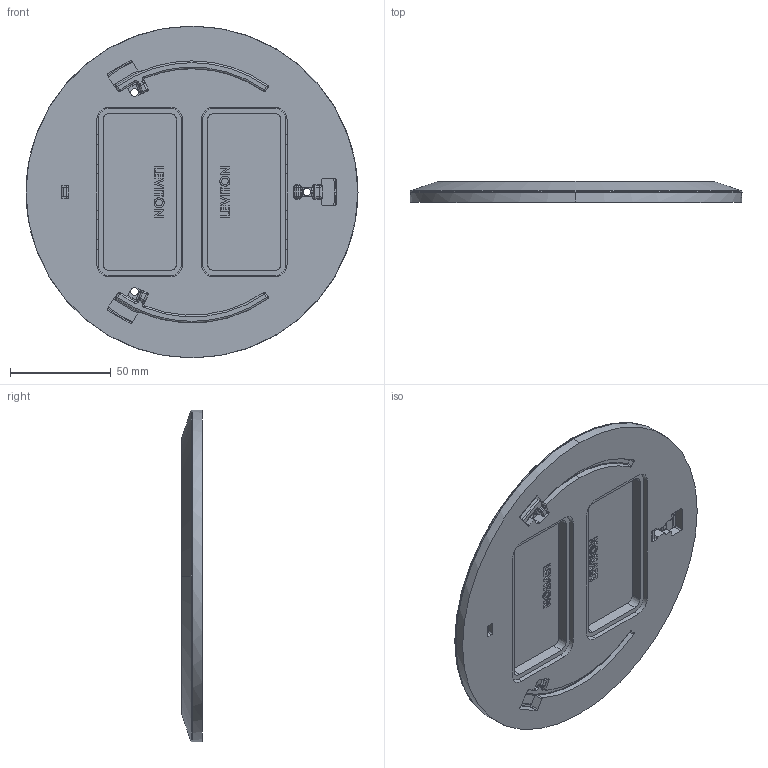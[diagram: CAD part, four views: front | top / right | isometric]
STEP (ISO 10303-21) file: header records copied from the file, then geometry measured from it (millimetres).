
FILE_DESCRIPTION (( 'STEP AP214' ), '1' );
FILE_NAME ('fbc2f.STEP', '2018-10-05T02:24:05', ( '' ), ( '' ), 'SwSTEP 2.0', 'SolidWorks 2017', '' );
FILE_SCHEMA (( 'AUTOMOTIVE_DESIGN' ));
Length unit declared in the file: inch
Products named in the file (1): fbc2f
Bounding box: 165.16 x 10.45 x 165.16 mm (x, y, z)
Surface area: 83105 mm2 (no closed solid volume)
Topology: 0 solids, 11 shells, 570 faces, 1886 edges, 1308 vertices
Faces by surface type: plane 308, cylinder 134, bspline 64, cone 32, sphere 18, torus 14
Entity records: 29786 total; most frequent: CARTESIAN_POINT 6409, ORIENTED_EDGE 3207, DIRECTION 3182, EDGE_CURVE 1868, VERTEX_POINT 1308, LINE 1168, VECTOR 1168, AXIS2_PLACEMENT_3D 1007
